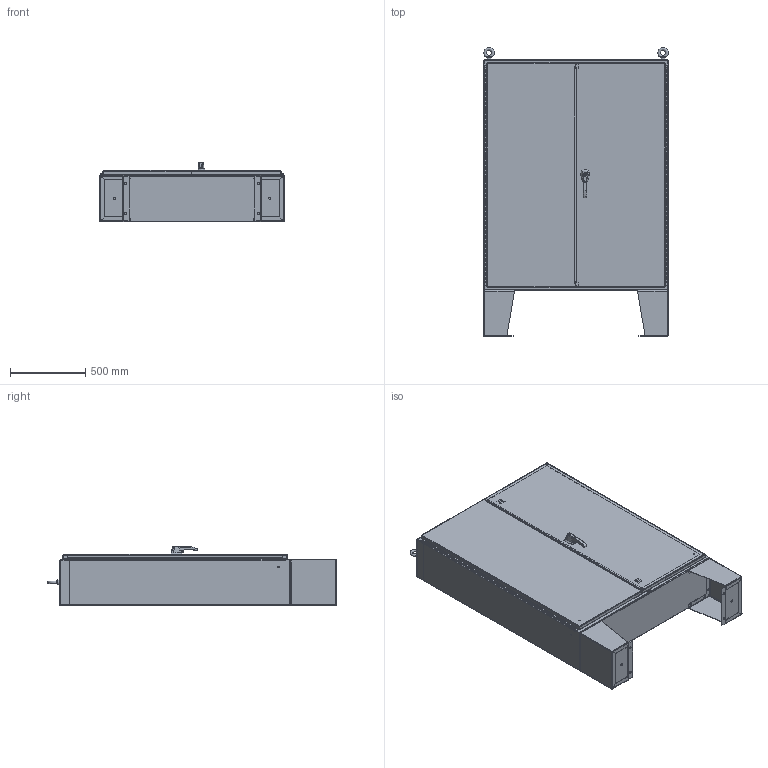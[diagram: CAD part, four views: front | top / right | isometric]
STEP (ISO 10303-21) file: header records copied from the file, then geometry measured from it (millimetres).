
FILE_DESCRIPTION (( 'STEP AP214' ), '1' );
FILE_NAME ('N12604812 Correct.STEP', '2020-03-17T11:34:50', ( '' ), ( '' ), 'SwSTEP 2.0', 'SolidWorks 2019', '' );
FILE_SCHEMA (( 'AUTOMOTIVE_DESIGN' ));
Length unit declared in the file: inch
Products named in the file (1): N12604812 Correct
Bounding box: 1222.68 x 1913.72 x 392.42 mm (x, y, z)
Volume: 19766377.8 mm3; surface area: 14499038.3 mm2
Topology: 73 solids, 73 shells, 2287 faces, 5954 edges, 3857 vertices
Faces by surface type: plane 1331, cylinder 734, bspline 144, cone 70, torus 8
Full cylindrical faces by diameter (mm): 3.9 x1, 4.2 x2, 4.5 x2, 4.762 x1, 4.763 x1, 5 x3, 5.08 x4, 5.69 x4, 5.918 x1, 6 x1, 6.128 x2, 6.172 x2, 6.337 x6, 6.35 x12, 6.41 x2, 7.023 x16, 7.112 x3, 7.144 x2, 7.937 x2, 8 x1, 8.128 x1, 8.2 x1, 8.255 x1, 8.382 x16, 8.56 x4, 9.525 x13, 10.16 x4, 12.7 x2, 13 x1, 13.2 x1
Entity records: 115417 total; most frequent: CARTESIAN_POINT 29414, ORIENTED_EDGE 11402, DIRECTION 11135, EDGE_CURVE 5701, VERTEX_POINT 3829, LINE 3727, VECTOR 3727, AXIS2_PLACEMENT_3D 3704
